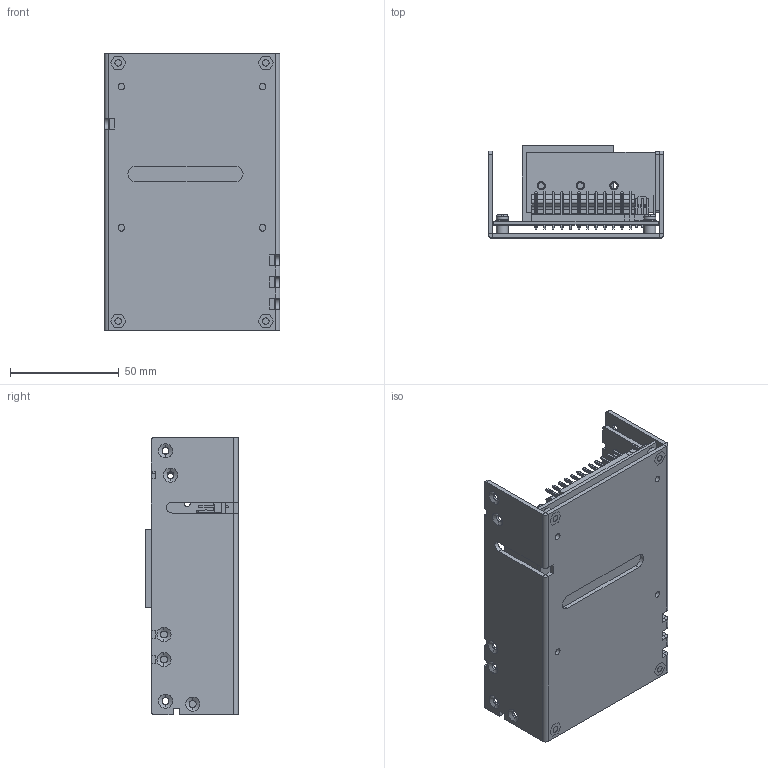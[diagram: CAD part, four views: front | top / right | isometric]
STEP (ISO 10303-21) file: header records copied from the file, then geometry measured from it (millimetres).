
FILE_DESCRIPTION((''),'2;1');
FILE_NAME('MPD-807H_ASM','2017-08-31T',('Abe'),(''),'PRO/ENGINEER BY PARAMETRIC TECHNOLOGY CORPORATION, 2011080','PRO/ENGINEER BY PARAMETRIC TECHNOLOGY CORPORATION, 2011080','');
FILE_SCHEMA(('CONFIG_CONTROL_DESIGN'));
Length unit declared in the file: millimetre
Products named in the file (13): 831-D807; NUT6_0MM; 831-D807_ASM; 850-D807; 800-D807; HEAT_SINK_PIN; 800-D807_ASM; 710-8673-12; 710-8812-03; 707-DT35-03; 360-D807; 790-923A; MPD-807H_ASM
Assembly tree (19 placements, depth 3):
  MPD-807H_ASM
    831-D807_ASM
      831-D807
      NUT6_0MM  x4
    850-D807
    800-D807_ASM
      800-D807
      HEAT_SINK_PIN  x2
    710-8673-12
    710-8812-03
    707-DT35-03
    360-D807
    790-923A  x4
Bounding box: 81 x 42.6 x 128 mm (x, y, z)
Volume: 117510.9 mm3; surface area: 82128.1 mm2
Topology: 20 solids, 20 shells, 1347 faces, 3605 edges, 2348 vertices
Faces by surface type: plane 1040, cylinder 257, cone 36, torus 8, bspline 6
Entity records: 38368 total; most frequent: CARTESIAN_POINT 8053, ORIENTED_EDGE 6454, DIRECTION 5859, EDGE_CURVE 3227, VECTOR 2567, LINE 2567, VERTEX_POINT 2100, AXIS2_PLACEMENT_3D 1646
